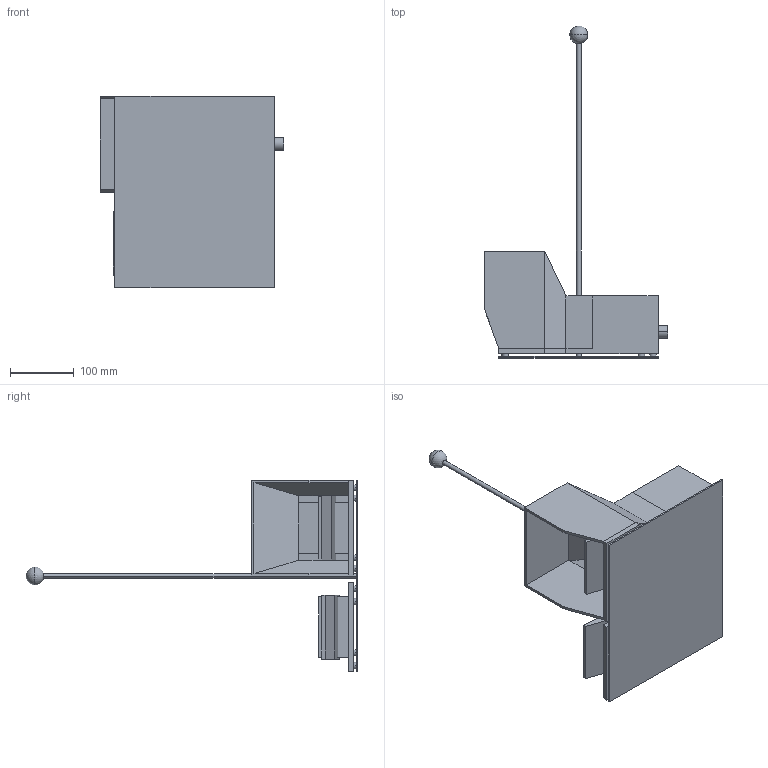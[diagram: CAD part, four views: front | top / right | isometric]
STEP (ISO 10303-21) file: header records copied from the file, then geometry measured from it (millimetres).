
FILE_DESCRIPTION((''),'2;1');
FILE_NAME('3d_KGD003.stp','2012-10-03T08:41:58',(''),(''),'Mechanical Desktop 2011','Mechanical Desktop 2011',', , ');
FILE_SCHEMA(('CONFIG_CONTROL_DESIGN'));
Length unit declared in the file: millimetre
Products named in the file (1): Product
Bounding box: 286.57 x 518.9 x 300 mm (x, y, z)
Volume: 3101958.2 mm3; surface area: 597378.1 mm2
Topology: 17 solids, 17 shells, 121 faces, 256 edges, 166 vertices
Faces by surface type: plane 79, bspline 26, cylinder 14, sphere 2
Entity records: 3351 total; most frequent: CARTESIAN_POINT 730, ORIENTED_EDGE 504, DIRECTION 490, EDGE_CURVE 252, VECTOR 206, LINE 206, VERTEX_POINT 166, AXIS2_PLACEMENT_3D 142
